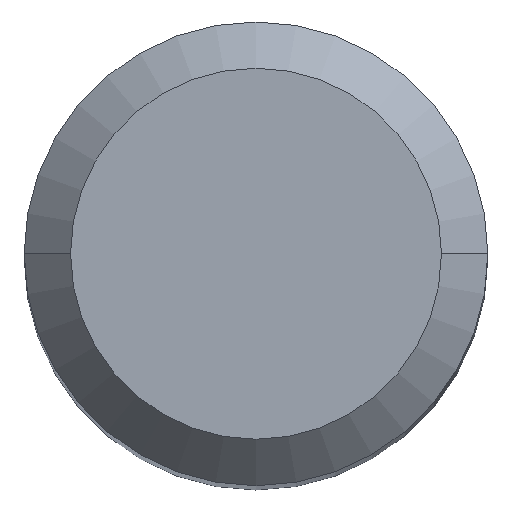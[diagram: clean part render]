
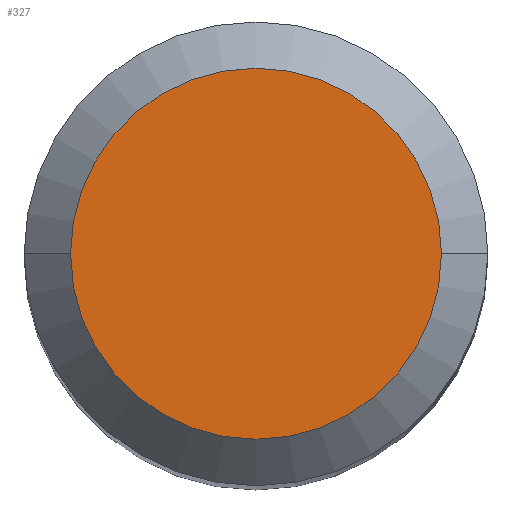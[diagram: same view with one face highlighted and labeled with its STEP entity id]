
A CAD part, top view. The second image highlights one B-rep face of the part: STEP entity #327.
In plain terms, the highlighted planar face has unit normal (0, 0, 1).
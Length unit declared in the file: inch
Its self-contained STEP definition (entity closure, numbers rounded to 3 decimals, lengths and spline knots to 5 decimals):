
#31 = CARTESIAN_POINT ( 'NONE',  ( 0., 0., 0. ) ) ;
#66 = CIRCLE ( 'NONE', #510, 0.09448 ) ;
#80 = ORIENTED_EDGE ( 'NONE', *, *, #322, .T. ) ;
#129 = VERTEX_POINT ( 'NONE', #415 ) ;
#155 = DIRECTION ( 'NONE',  ( -1., 0., 0. ) ) ;
#160 = ORIENTED_EDGE ( 'NONE', *, *, #180, .T. ) ;
#180 = EDGE_CURVE ( 'NONE', #129, #267, #353, .T. ) ;
#187 = AXIS2_PLACEMENT_3D ( 'NONE', #219, #276, #314 ) ;
#219 = CARTESIAN_POINT ( 'NONE',  ( 0., 0., 0. ) ) ;
#231 = CARTESIAN_POINT ( 'NONE',  ( 0., 0., 0. ) ) ;
#257 = CARTESIAN_POINT ( 'NONE',  ( 0.09448, 0., 0. ) ) ;
#267 = VERTEX_POINT ( 'NONE', #257 ) ;
#276 = DIRECTION ( 'NONE',  ( 0., 0., 1. ) ) ;
#300 = FACE_OUTER_BOUND ( 'NONE', #306, .T. ) ;
#306 = EDGE_LOOP ( 'NONE', ( #160, #80 ) ) ;
#307 = DIRECTION ( 'NONE',  ( 0., 0., 1. ) ) ;
#314 = DIRECTION ( 'NONE',  ( 1., 0., 0. ) ) ;
#322 = EDGE_CURVE ( 'NONE', #267, #129, #66, .T. ) ;
#327 = ADVANCED_FACE ( 'NONE', ( #300 ), #424, .F. ) ;
#341 = DIRECTION ( 'NONE',  ( 0., 0., -1. ) ) ;
#353 = CIRCLE ( 'NONE', #187, 0.09448 ) ;
#415 = CARTESIAN_POINT ( 'NONE',  ( -0.09448, 0., 0. ) ) ;
#419 = DIRECTION ( 'NONE',  ( 1., 0., 0. ) ) ;
#424 = PLANE ( 'NONE',  #438 ) ;
#438 = AXIS2_PLACEMENT_3D ( 'NONE', #31, #341, #155 ) ;
#510 = AXIS2_PLACEMENT_3D ( 'NONE', #231, #307, #419 ) ;
